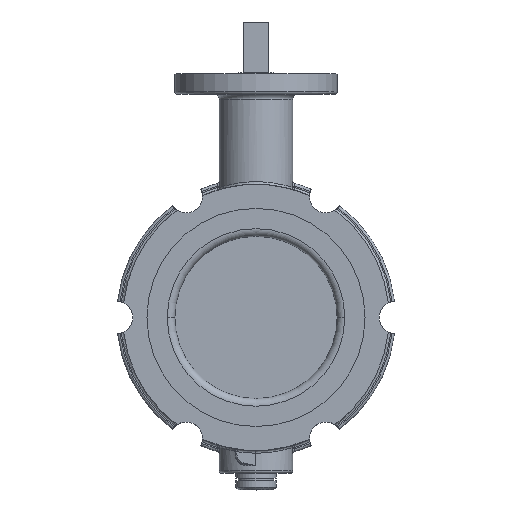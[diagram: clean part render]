
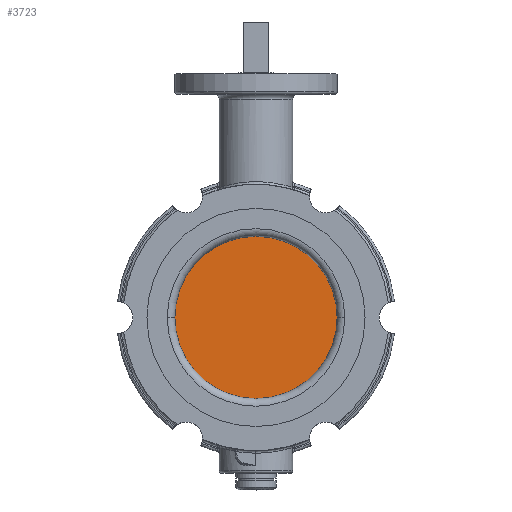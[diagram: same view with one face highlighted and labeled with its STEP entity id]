
A CAD part, top view. The second image highlights one B-rep face of the part: STEP entity #3723.
In plain terms, the highlighted planar face has unit normal (0, 0, 1).
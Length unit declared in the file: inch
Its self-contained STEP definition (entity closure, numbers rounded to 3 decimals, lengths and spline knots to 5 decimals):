
#54=CARTESIAN_POINT('',(0.,0.,0.0625));
#55=DIRECTION('',(0.,0.,1.));
#56=DIRECTION('',(1.,0.,0.));
#57=AXIS2_PLACEMENT_3D('',#54,#55,#56);
#88=CARTESIAN_POINT('',(0.,0.,0.0625));
#89=DIRECTION('',(0.,0.,1.));
#90=DIRECTION('',(-1.,0.,0.));
#91=AXIS2_PLACEMENT_3D('',#88,#89,#90);
#3312=CARTESIAN_POINT('',(-2.,0.,0.0625));
#3313=CARTESIAN_POINT('',(2.,0.,0.0625));
#3314=VERTEX_POINT('',#3312);
#3315=VERTEX_POINT('',#3313);
#3714=CARTESIAN_POINT('',(0.,0.,0.0625));
#3715=DIRECTION('',(0.,0.,1.));
#3716=DIRECTION('',(1.,0.,0.));
#3717=AXIS2_PLACEMENT_3D('',#3714,#3715,#3716);
#3718=PLANE('',#3717);
#3719=ORIENTED_EDGE('',*,*,#3695,.F.);
#3720=ORIENTED_EDGE('',*,*,#3637,.F.);
#3721=EDGE_LOOP('',(#3719,#3720));
#3722=FACE_OUTER_BOUND('',#3721,.F.);
#58=CIRCLE('',#57,2.);
#92=CIRCLE('',#91,2.);
#3637=EDGE_CURVE('',#3315,#3314,#58,.T.);
#3695=EDGE_CURVE('',#3314,#3315,#92,.T.);
#3723=ADVANCED_FACE('',(#3722),#3718,.T.);
